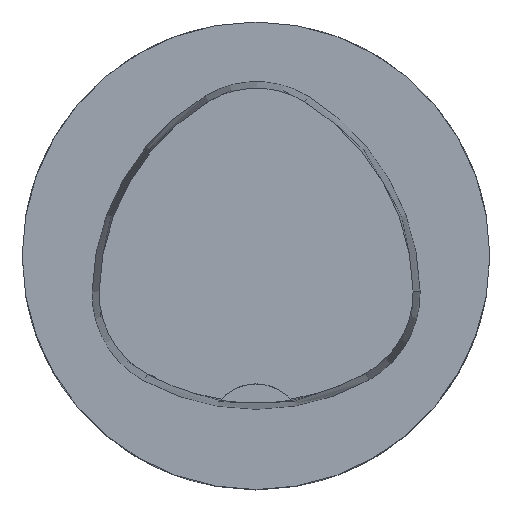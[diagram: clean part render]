
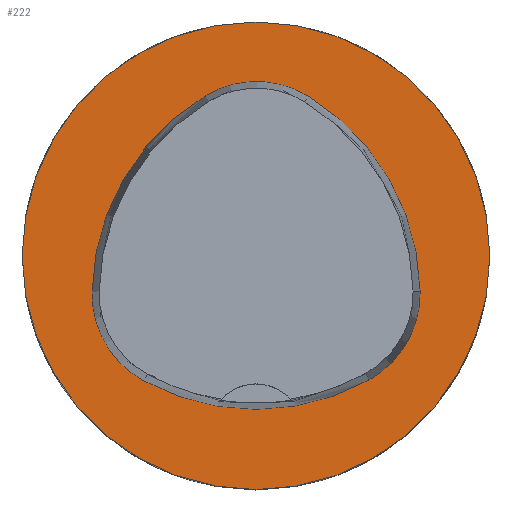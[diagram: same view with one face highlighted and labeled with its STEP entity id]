
A CAD part, top view. The second image highlights one B-rep face of the part: STEP entity #222.
In plain terms, the highlighted planar face has unit normal (0, 0, 1).
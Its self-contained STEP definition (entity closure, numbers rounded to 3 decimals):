
#222=ADVANCED_FACE('',(#430,#431),#268,.T.);
#268=PLANE('',#1255);
#430=FACE_BOUND('',#488,.T.);
#431=FACE_BOUND('',#489,.T.);
#488=EDGE_LOOP('',(#683,#684,#685,#686,#687,#688));
#489=EDGE_LOOP('',(#689));
#683=ORIENTED_EDGE('',*,*,#1006,.F.);
#684=ORIENTED_EDGE('',*,*,#1001,.F.);
#685=ORIENTED_EDGE('',*,*,#996,.F.);
#686=ORIENTED_EDGE('',*,*,#993,.F.);
#687=ORIENTED_EDGE('',*,*,#990,.F.);
#688=ORIENTED_EDGE('',*,*,#986,.F.);
#689=ORIENTED_EDGE('',*,*,#1009,.T.);
#871=VERTEX_POINT('',#2025);
#872=VERTEX_POINT('',#2026);
#875=VERTEX_POINT('',#2034);
#877=VERTEX_POINT('',#2040);
#879=VERTEX_POINT('',#2046);
#883=VERTEX_POINT('',#2059);
#887=VERTEX_POINT('',#2077);
#986=EDGE_CURVE('',#871,#872,#1075,.T.);
#990=EDGE_CURVE('',#872,#875,#1077,.T.);
#993=EDGE_CURVE('',#875,#877,#1079,.T.);
#996=EDGE_CURVE('',#877,#879,#1081,.T.);
#1001=EDGE_CURVE('',#879,#883,#1084,.T.);
#1006=EDGE_CURVE('',#883,#871,#1087,.T.);
#1009=EDGE_CURVE('',#887,#887,#1090,.T.);
#1075=CIRCLE('',#1232,20.);
#1077=CIRCLE('',#1235,8.5);
#1079=CIRCLE('',#1238,20.);
#1081=CIRCLE('',#1241,8.5);
#1084=CIRCLE('',#1245,20.);
#1087=CIRCLE('',#1249,8.5);
#1090=CIRCLE('',#1254,20.);
#1232=AXIS2_PLACEMENT_3D('',#2024,#1463,#1464);
#1235=AXIS2_PLACEMENT_3D('',#2033,#1471,#1472);
#1238=AXIS2_PLACEMENT_3D('',#2039,#1478,#1479);
#1241=AXIS2_PLACEMENT_3D('',#2045,#1485,#1486);
#1245=AXIS2_PLACEMENT_3D('',#2058,#1494,#1495);
#1249=AXIS2_PLACEMENT_3D('',#2071,#1503,#1504);
#1254=AXIS2_PLACEMENT_3D('',#2076,#1513,#1514);
#1255=AXIS2_PLACEMENT_3D('',#2078,#1515,#1516);
#1463=DIRECTION('',(0.,0.,1.));
#1464=DIRECTION('',(1.,0.,0.));
#1471=DIRECTION('',(0.,0.,1.));
#1472=DIRECTION('',(1.,0.,0.));
#1478=DIRECTION('',(0.,0.,1.));
#1479=DIRECTION('',(1.,0.,0.));
#1485=DIRECTION('',(0.,0.,1.));
#1486=DIRECTION('',(1.,0.,0.));
#1494=DIRECTION('',(0.,0.,1.));
#1495=DIRECTION('',(1.,0.,0.));
#1503=DIRECTION('',(0.,0.,1.));
#1504=DIRECTION('',(1.,0.,0.));
#1513=DIRECTION('',(0.,0.,1.));
#1514=DIRECTION('',(1.,0.,0.));
#1515=DIRECTION('',(0.,0.,1.));
#1516=DIRECTION('',(-1.,0.,0.));
#2024=CARTESIAN_POINT('',(-5.955,-3.414,0.));
#2025=CARTESIAN_POINT('',(14.041,-3.042,0.));
#2026=CARTESIAN_POINT('',(4.472,13.653,0.));
#2033=CARTESIAN_POINT('',(0.04,6.4,0.));
#2034=CARTESIAN_POINT('',(-4.347,13.68,0.));
#2039=CARTESIAN_POINT('',(5.976,-3.45,0.));
#2040=CARTESIAN_POINT('',(-14.021,-3.075,0.));
#2045=CARTESIAN_POINT('',(-5.522,-3.235,0.));
#2046=CARTESIAN_POINT('',(-9.588,-10.699,0.));
#2058=CARTESIAN_POINT('',(-0.022,6.864,0.));
#2059=CARTESIAN_POINT('',(9.655,-10.639,0.));
#2071=CARTESIAN_POINT('',(5.543,-3.2,0.));
#2076=CARTESIAN_POINT('',(0.,0.,0.));
#2077=CARTESIAN_POINT('',(20.,0.,0.));
#2078=CARTESIAN_POINT('',(0.,0.,0.));
